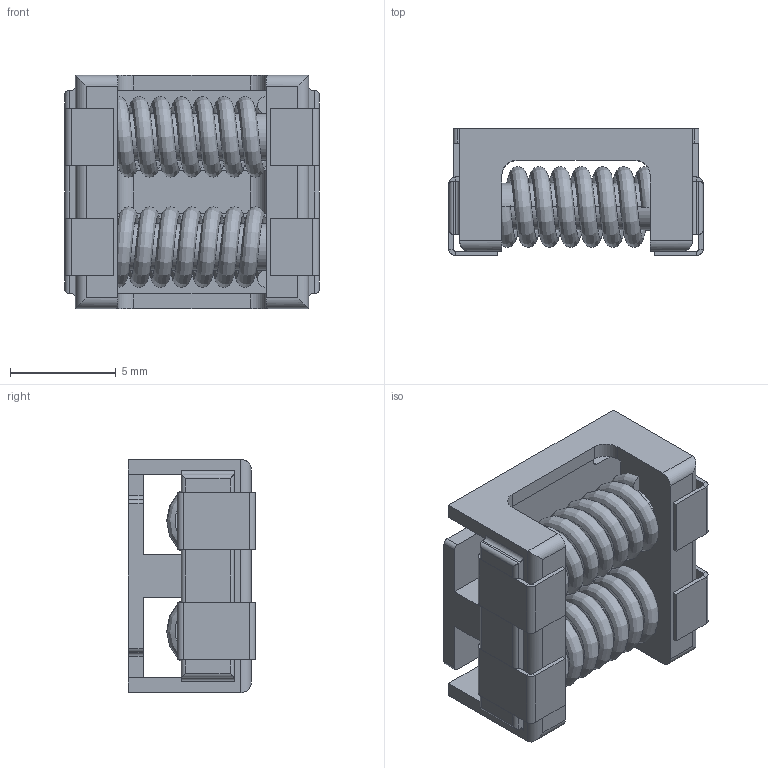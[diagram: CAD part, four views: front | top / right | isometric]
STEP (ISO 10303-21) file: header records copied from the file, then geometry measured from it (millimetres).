
FILE_DESCRIPTION (( 'STEP AP214' ), '1' );
FILE_NAME ('ACM12V-701-2PL-TL00.STEP', '2017-11-17T22:41:40', ( '' ), ( '' ), 'SwSTEP 2.0', 'SolidWorks 2017', '' );
FILE_SCHEMA (( 'AUTOMOTIVE_DESIGN' ));
Length unit declared in the file: millimetre
Products named in the file (1): ACM12V-701-2PL-TL00
Bounding box: 12 x 6 x 11 mm (x, y, z)
Volume: 426.4 mm3; surface area: 1216.2 mm2
Topology: 7 solids, 7 shells, 196 faces, 474 edges, 284 vertices
Faces by surface type: plane 132, cylinder 60, bspline 4
Entity records: 9310 total; most frequent: CARTESIAN_POINT 4599, DIRECTION 948, ORIENTED_EDGE 948, EDGE_CURVE 474, LINE 354, VECTOR 354, AXIS2_PLACEMENT_3D 297, VERTEX_POINT 284
